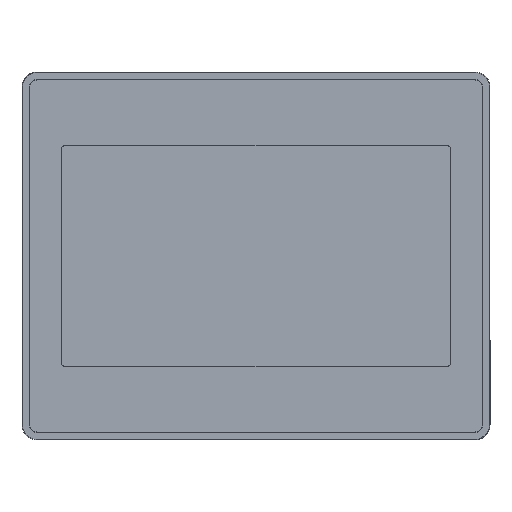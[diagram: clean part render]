
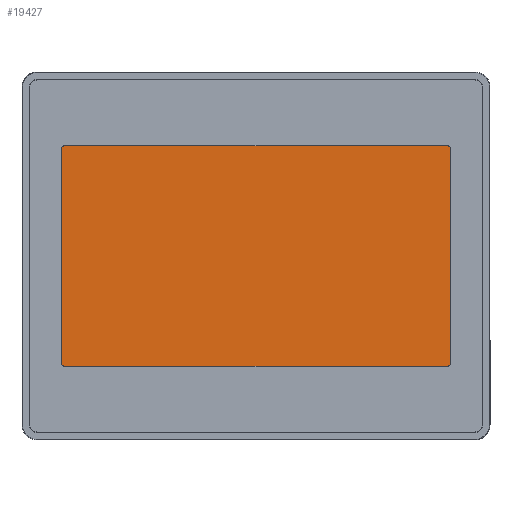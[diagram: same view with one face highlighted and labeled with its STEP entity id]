
A CAD part, top view. The second image highlights one B-rep face of the part: STEP entity #19427.
In plain terms, the highlighted planar face has unit normal (0, 0, 1).
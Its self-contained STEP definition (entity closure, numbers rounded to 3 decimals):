
#842 = AXIS2_PLACEMENT_3D ( 'NONE', #25657, #3357, #21243 ) ;
#1159 = CARTESIAN_POINT ( 'NONE',  ( 0., 44., 4.5 ) ) ;
#1486 = DIRECTION ( 'NONE',  ( -1., 0., 0. ) ) ;
#1776 = CARTESIAN_POINT ( 'NONE',  ( 76.75, -43., 4.5 ) ) ;
#2538 = ORIENTED_EDGE ( 'NONE', *, *, #57691, .T. ) ;
#2618 = PLANE ( 'NONE',  #39400 ) ;
#2749 = CARTESIAN_POINT ( 'NONE',  ( -76.75, -44., 4.5 ) ) ;
#2910 = FACE_OUTER_BOUND ( 'NONE', #26768, .T. ) ;
#3357 = DIRECTION ( 'NONE',  ( 0., 0., 1. ) ) ;
#3740 = AXIS2_PLACEMENT_3D ( 'NONE', #1776, #51689, #1486 ) ;
#3921 = EDGE_CURVE ( 'NONE', #33145, #12088, #29047, .T. ) ;
#6348 = CARTESIAN_POINT ( 'NONE',  ( -76.75, 44., 4.5 ) ) ;
#6704 = LINE ( 'NONE', #1159, #44622 ) ;
#7270 = ORIENTED_EDGE ( 'NONE', *, *, #49535, .T. ) ;
#7652 = DIRECTION ( 'NONE',  ( 0., 0., 1. ) ) ;
#8006 = VERTEX_POINT ( 'NONE', #28929 ) ;
#8761 = LINE ( 'NONE', #39335, #58129 ) ;
#10990 = EDGE_CURVE ( 'NONE', #14935, #13911, #26655, .T. ) ;
#12088 = VERTEX_POINT ( 'NONE', #22924 ) ;
#12275 = DIRECTION ( 'NONE',  ( -1., 0., 0. ) ) ;
#12351 = CARTESIAN_POINT ( 'NONE',  ( -76.75, 43., 4.5 ) ) ;
#13911 = VERTEX_POINT ( 'NONE', #30758 ) ;
#14935 = VERTEX_POINT ( 'NONE', #6348 ) ;
#15973 = VECTOR ( 'NONE', #36626, 1000. ) ;
#16463 = DIRECTION ( 'NONE',  ( -1., 0., 0. ) ) ;
#17671 = VECTOR ( 'NONE', #52027, 1000. ) ;
#18198 = ORIENTED_EDGE ( 'NONE', *, *, #46907, .T. ) ;
#19427 = ADVANCED_FACE ( 'NONE', ( #2910 ), #2618, .F. ) ;
#20597 = AXIS2_PLACEMENT_3D ( 'NONE', #54795, #46263, #55936 ) ;
#21184 = LINE ( 'NONE', #51464, #17671 ) ;
#21243 = DIRECTION ( 'NONE',  ( -1., 0., 0. ) ) ;
#22542 = CARTESIAN_POINT ( 'NONE',  ( 0., -44., 4.5 ) ) ;
#22924 = CARTESIAN_POINT ( 'NONE',  ( 77.75, -43., 4.5 ) ) ;
#24618 = DIRECTION ( 'NONE',  ( -1., 0., 0. ) ) ;
#25543 = VERTEX_POINT ( 'NONE', #45483 ) ;
#25657 = CARTESIAN_POINT ( 'NONE',  ( -76.75, -43., 4.5 ) ) ;
#26655 = CIRCLE ( 'NONE', #37885, 1. ) ;
#26768 = EDGE_LOOP ( 'NONE', ( #28497, #39735, #32979, #57887, #7270, #51908, #18198, #2538 ) ) ;
#26948 = LINE ( 'NONE', #22542, #15973 ) ;
#27915 = EDGE_CURVE ( 'NONE', #8006, #14935, #6704, .T. ) ;
#28497 = ORIENTED_EDGE ( 'NONE', *, *, #27915, .T. ) ;
#28929 = CARTESIAN_POINT ( 'NONE',  ( 76.75, 44., 4.5 ) ) ;
#29042 = CIRCLE ( 'NONE', #20597, 1. ) ;
#29047 = CIRCLE ( 'NONE', #3740, 1. ) ;
#30758 = CARTESIAN_POINT ( 'NONE',  ( -77.75, 43., 4.5 ) ) ;
#32979 = ORIENTED_EDGE ( 'NONE', *, *, #45229, .T. ) ;
#33145 = VERTEX_POINT ( 'NONE', #43986 ) ;
#36626 = DIRECTION ( 'NONE',  ( 1., 0., 0. ) ) ;
#37885 = AXIS2_PLACEMENT_3D ( 'NONE', #12351, #7652, #16463 ) ;
#39335 = CARTESIAN_POINT ( 'NONE',  ( 77.75, 0., 4.5 ) ) ;
#39400 = AXIS2_PLACEMENT_3D ( 'NONE', #56921, #56054, #12275 ) ;
#39735 = ORIENTED_EDGE ( 'NONE', *, *, #10990, .T. ) ;
#41106 = VERTEX_POINT ( 'NONE', #2749 ) ;
#43986 = CARTESIAN_POINT ( 'NONE',  ( 76.75, -44., 4.5 ) ) ;
#44622 = VECTOR ( 'NONE', #24618, 1000. ) ;
#45229 = EDGE_CURVE ( 'NONE', #13911, #54261, #21184, .T. ) ;
#45483 = CARTESIAN_POINT ( 'NONE',  ( 77.75, 43., 4.5 ) ) ;
#46263 = DIRECTION ( 'NONE',  ( 0., 0., 1. ) ) ;
#46907 = EDGE_CURVE ( 'NONE', #12088, #25543, #8761, .T. ) ;
#49535 = EDGE_CURVE ( 'NONE', #41106, #33145, #26948, .T. ) ;
#51464 = CARTESIAN_POINT ( 'NONE',  ( -77.75, 0., 4.5 ) ) ;
#51476 = CIRCLE ( 'NONE', #842, 1. ) ;
#51689 = DIRECTION ( 'NONE',  ( 0., 0., 1. ) ) ;
#51908 = ORIENTED_EDGE ( 'NONE', *, *, #3921, .T. ) ;
#52027 = DIRECTION ( 'NONE',  ( 0., -1., 0. ) ) ;
#54261 = VERTEX_POINT ( 'NONE', #56851 ) ;
#54795 = CARTESIAN_POINT ( 'NONE',  ( 76.75, 43., 4.5 ) ) ;
#55936 = DIRECTION ( 'NONE',  ( -1., 0., 0. ) ) ;
#56054 = DIRECTION ( 'NONE',  ( 0., 0., -1. ) ) ;
#56815 = EDGE_CURVE ( 'NONE', #54261, #41106, #51476, .T. ) ;
#56851 = CARTESIAN_POINT ( 'NONE',  ( -77.75, -43., 4.5 ) ) ;
#56921 = CARTESIAN_POINT ( 'NONE',  ( -87.35, -67.35, 4.5 ) ) ;
#57534 = DIRECTION ( 'NONE',  ( 0., 1., 0. ) ) ;
#57691 = EDGE_CURVE ( 'NONE', #25543, #8006, #29042, .T. ) ;
#57887 = ORIENTED_EDGE ( 'NONE', *, *, #56815, .T. ) ;
#58129 = VECTOR ( 'NONE', #57534, 1000. ) ;
